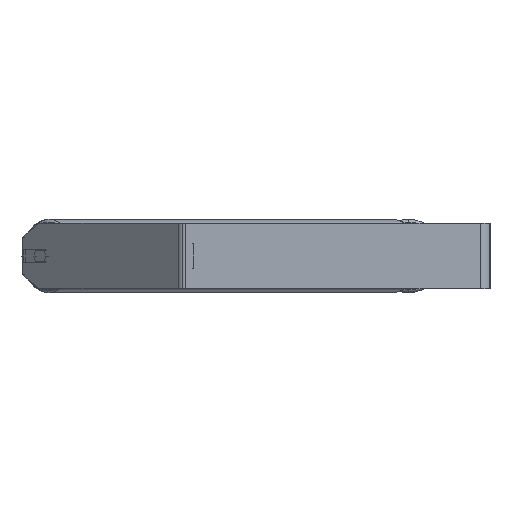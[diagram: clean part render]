
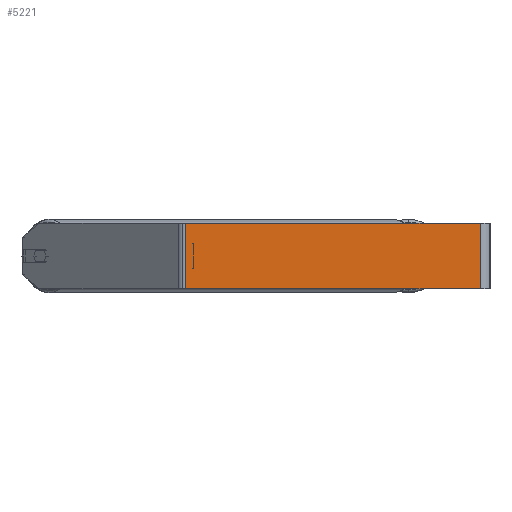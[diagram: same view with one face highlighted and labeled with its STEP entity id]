
A CAD part, left-side view. The second image highlights one B-rep face of the part: STEP entity #5221.
In plain terms, the highlighted planar face has unit normal (-1, 0, 0).
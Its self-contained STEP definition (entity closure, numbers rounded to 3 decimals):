
#149 = VERTEX_POINT ( 'NONE', #4473 ) ;
#627 = EDGE_CURVE ( 'NONE', #1564, #1208, #1312, .T. ) ;
#647 = DIRECTION ( 'NONE',  ( 0., 0., -1. ) ) ;
#1208 = VERTEX_POINT ( 'NONE', #6961 ) ;
#1312 = LINE ( 'NONE', #5976, #2028 ) ;
#1388 = EDGE_CURVE ( 'NONE', #1564, #149, #2035, .T. ) ;
#1564 = VERTEX_POINT ( 'NONE', #2872 ) ;
#1601 = EDGE_CURVE ( 'NONE', #149, #4283, #6417, .T. ) ;
#1645 = EDGE_LOOP ( 'NONE', ( #2350, #6918, #4297, #8026 ) ) ;
#1665 = AXIS2_PLACEMENT_3D ( 'NONE', #2281, #6227, #4270 ) ;
#2028 = VECTOR ( 'NONE', #647, 1000. ) ;
#2035 = LINE ( 'NONE', #2656, #4448 ) ;
#2116 = DIRECTION ( 'NONE',  ( 0., -1., 0. ) ) ;
#2210 = CARTESIAN_POINT ( 'NONE',  ( -945., 12., 40. ) ) ;
#2281 = CARTESIAN_POINT ( 'NONE',  ( -945., 375.126, 40. ) ) ;
#2350 = ORIENTED_EDGE ( 'NONE', *, *, #4742, .T. ) ;
#2656 = CARTESIAN_POINT ( 'NONE',  ( -945., 375.126, 40. ) ) ;
#2872 = CARTESIAN_POINT ( 'NONE',  ( -945., 370.156, 40. ) ) ;
#3223 = VECTOR ( 'NONE', #2116, 1000. ) ;
#3242 = CARTESIAN_POINT ( 'NONE',  ( -945., 12., -40. ) ) ;
#3671 = DIRECTION ( 'NONE',  ( 0., 0., -1. ) ) ;
#4270 = DIRECTION ( 'NONE',  ( 0., 0., -1. ) ) ;
#4283 = VERTEX_POINT ( 'NONE', #3242 ) ;
#4297 = ORIENTED_EDGE ( 'NONE', *, *, #1388, .F. ) ;
#4448 = VECTOR ( 'NONE', #7433, 1000. ) ;
#4473 = CARTESIAN_POINT ( 'NONE',  ( -945., 12., 40. ) ) ;
#4742 = EDGE_CURVE ( 'NONE', #1208, #4283, #8134, .T. ) ;
#4989 = PLANE ( 'NONE',  #1665 ) ;
#5221 = ADVANCED_FACE ( 'NONE', ( #8305 ), #4989, .F. ) ;
#5976 = CARTESIAN_POINT ( 'NONE',  ( -945., 370.156, 40. ) ) ;
#6227 = DIRECTION ( 'NONE',  ( 1., 0., 0. ) ) ;
#6235 = CARTESIAN_POINT ( 'NONE',  ( -945., 375.126, -40. ) ) ;
#6417 = LINE ( 'NONE', #2210, #7140 ) ;
#6918 = ORIENTED_EDGE ( 'NONE', *, *, #1601, .F. ) ;
#6961 = CARTESIAN_POINT ( 'NONE',  ( -945., 370.156, -40. ) ) ;
#7140 = VECTOR ( 'NONE', #3671, 1000. ) ;
#7433 = DIRECTION ( 'NONE',  ( 0., -1., 0. ) ) ;
#8026 = ORIENTED_EDGE ( 'NONE', *, *, #627, .T. ) ;
#8134 = LINE ( 'NONE', #6235, #3223 ) ;
#8305 = FACE_OUTER_BOUND ( 'NONE', #1645, .T. ) ;
